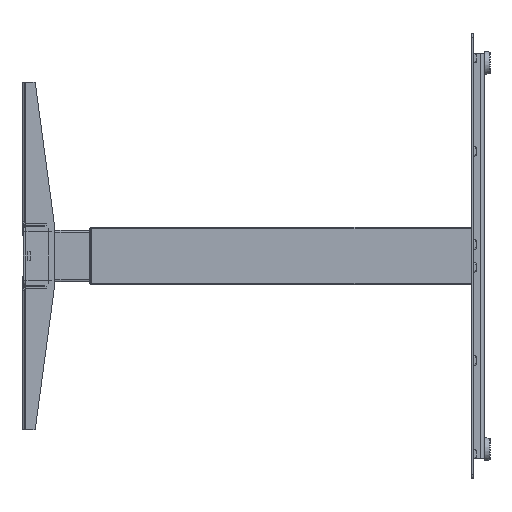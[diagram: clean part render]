
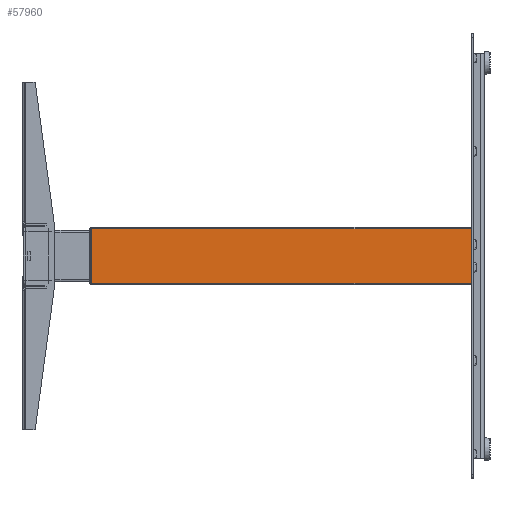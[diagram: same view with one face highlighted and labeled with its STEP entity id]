
A CAD part, left-side view. The second image highlights one B-rep face of the part: STEP entity #57960.
In plain terms, the highlighted planar face has unit normal (-1, 0, 0).
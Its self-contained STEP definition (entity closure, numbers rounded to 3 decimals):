
#1761 = CARTESIAN_POINT ( 'NONE',  ( -595., 29.1, -42. ) ) ;
#3112 = AXIS2_PLACEMENT_3D ( 'NONE', #5093, #20838, #57966 ) ;
#5093 = CARTESIAN_POINT ( 'NONE',  ( -595., 29.1, -42. ) ) ;
#6560 = CARTESIAN_POINT ( 'NONE',  ( -595., 29.1, 42. ) ) ;
#6742 = VERTEX_POINT ( 'NONE', #7863 ) ;
#7863 = CARTESIAN_POINT ( 'NONE',  ( -595., 29.1, 42. ) ) ;
#11675 = CARTESIAN_POINT ( 'NONE',  ( -595., 29.1, -42. ) ) ;
#11899 = CARTESIAN_POINT ( 'NONE',  ( -595., 619.1, -42. ) ) ;
#14756 = EDGE_CURVE ( 'NONE', #6742, #20756, #54787, .T. ) ;
#17013 = DIRECTION ( 'NONE',  ( 0., 1., 0. ) ) ;
#20756 = VERTEX_POINT ( 'NONE', #1761 ) ;
#20838 = DIRECTION ( 'NONE',  ( 1., 0., 0. ) ) ;
#21214 = ORIENTED_EDGE ( 'NONE', *, *, #14756, .F. ) ;
#21897 = EDGE_CURVE ( 'NONE', #20756, #56825, #37916, .T. ) ;
#23859 = VECTOR ( 'NONE', #17013, 1000. ) ;
#25207 = FACE_OUTER_BOUND ( 'NONE', #29601, .T. ) ;
#29016 = CARTESIAN_POINT ( 'NONE',  ( -595., 29.1, -42. ) ) ;
#29601 = EDGE_LOOP ( 'NONE', ( #31082, #60980, #21214, #44234 ) ) ;
#30197 = LINE ( 'NONE', #63607, #50096 ) ;
#31082 = ORIENTED_EDGE ( 'NONE', *, *, #66231, .T. ) ;
#34338 = DIRECTION ( 'NONE',  ( 0., 0., -1. ) ) ;
#34421 = CARTESIAN_POINT ( 'NONE',  ( -595., 619.1, 42. ) ) ;
#35790 = VERTEX_POINT ( 'NONE', #34421 ) ;
#37916 = LINE ( 'NONE', #11675, #23859 ) ;
#40478 = EDGE_CURVE ( 'NONE', #6742, #35790, #48405, .T. ) ;
#43426 = VECTOR ( 'NONE', #59476, 1000. ) ;
#44234 = ORIENTED_EDGE ( 'NONE', *, *, #40478, .T. ) ;
#47686 = VECTOR ( 'NONE', #34338, 1000. ) ;
#48405 = LINE ( 'NONE', #6560, #43426 ) ;
#50096 = VECTOR ( 'NONE', #64291, 1000. ) ;
#54787 = LINE ( 'NONE', #29016, #47686 ) ;
#56825 = VERTEX_POINT ( 'NONE', #11899 ) ;
#57960 = ADVANCED_FACE ( 'NONE', ( #25207 ), #63560, .F. ) ;
#57966 = DIRECTION ( 'NONE',  ( 0., 0., -1. ) ) ;
#59476 = DIRECTION ( 'NONE',  ( 0., 1., 0. ) ) ;
#60980 = ORIENTED_EDGE ( 'NONE', *, *, #21897, .F. ) ;
#63560 = PLANE ( 'NONE',  #3112 ) ;
#63607 = CARTESIAN_POINT ( 'NONE',  ( -595., 619.1, -42. ) ) ;
#64291 = DIRECTION ( 'NONE',  ( 0., 0., -1. ) ) ;
#66231 = EDGE_CURVE ( 'NONE', #35790, #56825, #30197, .T. ) ;
